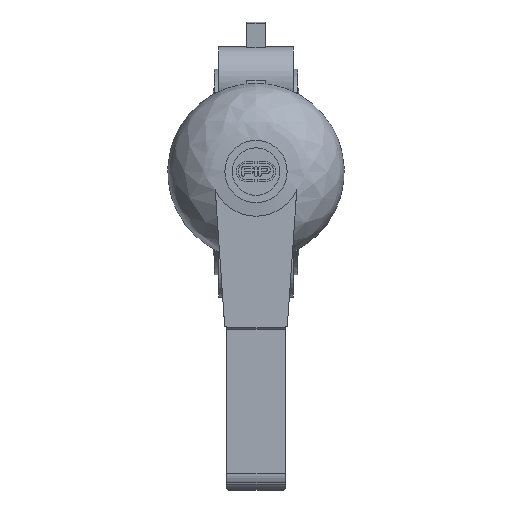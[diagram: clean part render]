
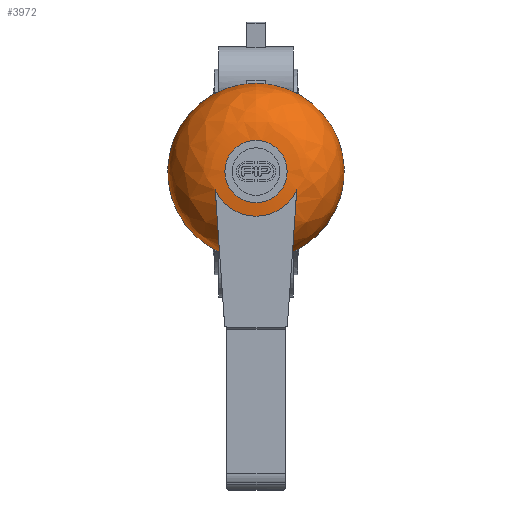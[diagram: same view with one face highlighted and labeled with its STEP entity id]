
A CAD part, top view. The second image highlights one B-rep face of the part: STEP entity #3972.
In plain terms, the highlighted free-form (B-spline) face has degree [2, 2] with [3, 9] control points.
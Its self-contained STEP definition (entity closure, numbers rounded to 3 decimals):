
#28=(
BOUNDED_CURVE()
B_SPLINE_CURVE(2,(#6731,#6732,#6733),.UNSPECIFIED.,.F.,.F.)
B_SPLINE_CURVE_WITH_KNOTS((3,3),(-1.571,0.),
 .UNSPECIFIED.)
CURVE()
GEOMETRIC_REPRESENTATION_ITEM()
RATIONAL_B_SPLINE_CURVE((1.,0.707,1.))
REPRESENTATION_ITEM($)
);
#29=(
BOUNDED_SURFACE()
B_SPLINE_SURFACE(2,2,((#6700,#6701,#6702,#6703,#6704,#6705,#6706,#6707,
#6708),(#6709,#6710,#6711,#6712,#6713,#6714,#6715,#6716,#6717),(#6718,#6719,
#6720,#6721,#6722,#6723,#6724,#6725,#6726)),.UNSPECIFIED.,.F.,.T.,.F.)
B_SPLINE_SURFACE_WITH_KNOTS((3,3),(3,2,2,2,3),(0.,1.571),
(-3.142,-1.571,0.,1.571,3.142),
 .UNSPECIFIED.)
GEOMETRIC_REPRESENTATION_ITEM()
RATIONAL_B_SPLINE_SURFACE(((1.,0.707,1.,0.707,1.,
0.707,1.,0.707,1.),(0.707,0.5,0.707,
0.5,0.707,0.5,0.707,0.5,0.707),(1.,
0.707,1.,0.707,1.,0.707,1.,0.707,
1.)))
REPRESENTATION_ITEM($)
SURFACE()
);
#934=B_SPLINE_CURVE_WITH_KNOTS($,3,(#6737,#6738,#6739,#6740,#6741,#6742,
#6743,#6744,#6745,#6746,#6747,#6748,#6749,#6750,#6751,#6752,#6753,#6754,
#6755,#6756),.UNSPECIFIED.,.F.,.F.,(4,2,2,2,2,2,2,2,2,4),(-10.381,
-9.917,-9.278,-8.64,-8.078,
-7.516,-7.025,-6.535,-6.065,
-5.596),.UNSPECIFIED.);
#935=B_SPLINE_CURVE_WITH_KNOTS($,3,(#6760,#6761,#6762,#6763,#6764,#6765,
#6766,#6767,#6768,#6769,#6770,#6771,#6772,#6773,#6774,#6775,#6776,#6777,
#6778,#6779),.UNSPECIFIED.,.F.,.F.,(4,2,2,2,2,2,2,2,2,4),(-16.789,
-16.32,-15.851,-15.361,-14.87,
-14.308,-13.745,-13.107,-12.469,
-12.004),.UNSPECIFIED.);
#1064=FACE_OUTER_BOUND($,#1282,.T.);
#1282=EDGE_LOOP($,(#3344,#3345,#3346,#3347,#3348,#3349,#3350,#3351,#3352));
#1515=CIRCLE($,#4337,17.14);
#1516=CIRCLE($,#4338,48.54);
#1517=CIRCLE($,#4339,24.562);
#1518=CIRCLE($,#4340,48.54);
#1519=CIRCLE($,#4341,17.14);
#1841=VERTEX_POINT($,#6727);
#1842=VERTEX_POINT($,#6728);
#1843=VERTEX_POINT($,#6730);
#1844=VERTEX_POINT($,#6734);
#1845=VERTEX_POINT($,#6736);
#1846=VERTEX_POINT($,#6757);
#1847=VERTEX_POINT($,#6759);
#2366=EDGE_CURVE($,#1841,#1842,#1515,.T.);
#2367=EDGE_CURVE($,#1842,#1843,#28,.T.);
#2368=EDGE_CURVE($,#1844,#1843,#1516,.T.);
#2369=EDGE_CURVE($,#1845,#1844,#934,.T.);
#2370=EDGE_CURVE($,#1846,#1845,#1517,.T.);
#2371=EDGE_CURVE($,#1847,#1846,#935,.T.);
#2372=EDGE_CURVE($,#1843,#1847,#1518,.T.);
#2373=EDGE_CURVE($,#1842,#1841,#1519,.T.);
#3344=ORIENTED_EDGE($,*,*,#2366,.T.);
#3345=ORIENTED_EDGE($,*,*,#2367,.T.);
#3346=ORIENTED_EDGE($,*,*,#2368,.F.);
#3347=ORIENTED_EDGE($,*,*,#2369,.F.);
#3348=ORIENTED_EDGE($,*,*,#2370,.F.);
#3349=ORIENTED_EDGE($,*,*,#2371,.F.);
#3350=ORIENTED_EDGE($,*,*,#2372,.F.);
#3351=ORIENTED_EDGE($,*,*,#2367,.F.);
#3352=ORIENTED_EDGE($,*,*,#2373,.T.);
#3972=ADVANCED_FACE($,(#1064),#29,.F.);
#4337=AXIS2_PLACEMENT_3D($,#6729,#5262,#5263);
#4338=AXIS2_PLACEMENT_3D($,#6735,#5264,#5265);
#4339=AXIS2_PLACEMENT_3D($,#6758,#5266,#5267);
#4340=AXIS2_PLACEMENT_3D($,#6780,#5268,#5269);
#4341=AXIS2_PLACEMENT_3D($,#6781,#5270,#5271);
#5262=DIRECTION('center_axis',(0.,0.,-1.));
#5263=DIRECTION('ref_axis',(-1.,0.,0.));
#5264=DIRECTION('center_axis',(0.,0.,-1.));
#5265=DIRECTION('ref_axis',(-1.,0.,0.));
#5266=DIRECTION('center_axis',(0.,0.,-1.));
#5267=DIRECTION('ref_axis',(-1.,0.,0.));
#5268=DIRECTION('center_axis',(0.,0.,-1.));
#5269=DIRECTION('ref_axis',(-1.,0.,0.));
#5270=DIRECTION('center_axis',(0.,0.,-1.));
#5271=DIRECTION('ref_axis',(-1.,0.,0.));
#6700=CARTESIAN_POINT('Ctrl Pts',(-48.54,0.,
13.98));
#6701=CARTESIAN_POINT('Ctrl Pts',(-48.54,-48.54,13.98));
#6702=CARTESIAN_POINT('Ctrl Pts',(0.,-48.54,
13.98));
#6703=CARTESIAN_POINT('Ctrl Pts',(48.54,-48.54,13.98));
#6704=CARTESIAN_POINT('Ctrl Pts',(48.54,0.,
13.98));
#6705=CARTESIAN_POINT('Ctrl Pts',(48.54,48.54,13.98));
#6706=CARTESIAN_POINT('Ctrl Pts',(0.,48.54,
13.98));
#6707=CARTESIAN_POINT('Ctrl Pts',(-48.54,48.54,13.98));
#6708=CARTESIAN_POINT('Ctrl Pts',(-48.54,0.,
13.98));
#6709=CARTESIAN_POINT('Ctrl Pts',(-48.54,0.,
45.38));
#6710=CARTESIAN_POINT('Ctrl Pts',(-48.54,-48.54,45.38));
#6711=CARTESIAN_POINT('Ctrl Pts',(0.,-48.54,
45.38));
#6712=CARTESIAN_POINT('Ctrl Pts',(48.54,-48.54,45.38));
#6713=CARTESIAN_POINT('Ctrl Pts',(48.54,0.,
45.38));
#6714=CARTESIAN_POINT('Ctrl Pts',(48.54,48.54,45.38));
#6715=CARTESIAN_POINT('Ctrl Pts',(0.,48.54,
45.38));
#6716=CARTESIAN_POINT('Ctrl Pts',(-48.54,48.54,45.38));
#6717=CARTESIAN_POINT('Ctrl Pts',(-48.54,0.,
45.38));
#6718=CARTESIAN_POINT('Ctrl Pts',(-17.14,0.,
45.38));
#6719=CARTESIAN_POINT('Ctrl Pts',(-17.14,-17.14,45.38));
#6720=CARTESIAN_POINT('Ctrl Pts',(0.,-17.14,
45.38));
#6721=CARTESIAN_POINT('Ctrl Pts',(17.14,-17.14,45.38));
#6722=CARTESIAN_POINT('Ctrl Pts',(17.14,0.,
45.38));
#6723=CARTESIAN_POINT('Ctrl Pts',(17.14,17.14,45.38));
#6724=CARTESIAN_POINT('Ctrl Pts',(0.,17.14,
45.38));
#6725=CARTESIAN_POINT('Ctrl Pts',(-17.14,17.14,45.38));
#6726=CARTESIAN_POINT('Ctrl Pts',(-17.14,0.,
45.38));
#6727=CARTESIAN_POINT('',(17.14,0.,45.38));
#6728=CARTESIAN_POINT('',(-17.14,0.,45.38));
#6729=CARTESIAN_POINT('Origin',(0.,0.,45.38));
#6730=CARTESIAN_POINT('',(-48.54,0.,13.98));
#6731=CARTESIAN_POINT('Ctrl Pts',(-17.14,0.,
45.38));
#6732=CARTESIAN_POINT('Ctrl Pts',(-48.54,0.,
45.38));
#6733=CARTESIAN_POINT('Ctrl Pts',(-48.54,0.,
13.98));
#6734=CARTESIAN_POINT('',(44.209,-20.041,13.98));
#6735=CARTESIAN_POINT('Origin',(0.,0.,13.98));
#6736=CARTESIAN_POINT('',(10.058,-22.408,44.49));
#6737=CARTESIAN_POINT('Ctrl Pts',(10.058,-22.408,44.49));
#6738=CARTESIAN_POINT('Ctrl Pts',(11.719,-22.293,44.35));
#6739=CARTESIAN_POINT('Ctrl Pts',(13.389,-22.177,44.156));
#6740=CARTESIAN_POINT('Ctrl Pts',(17.313,-21.905,43.521));
#6741=CARTESIAN_POINT('Ctrl Pts',(19.552,-21.75,43.013));
#6742=CARTESIAN_POINT('Ctrl Pts',(23.831,-21.453,41.672));
#6743=CARTESIAN_POINT('Ctrl Pts',(25.871,-21.312,40.839));
#6744=CARTESIAN_POINT('Ctrl Pts',(29.419,-21.066,39.004));
#6745=CARTESIAN_POINT('Ctrl Pts',(31.164,-20.945,37.921));
#6746=CARTESIAN_POINT('Ctrl Pts',(34.398,-20.721,35.426));
#6747=CARTESIAN_POINT('Ctrl Pts',(35.886,-20.618,34.013));
#6748=CARTESIAN_POINT('Ctrl Pts',(38.195,-20.458,31.375));
#6749=CARTESIAN_POINT('Ctrl Pts',(39.265,-20.384,29.936));
#6750=CARTESIAN_POINT('Ctrl Pts',(41.102,-20.257,26.878));
#6751=CARTESIAN_POINT('Ctrl Pts',(41.87,-20.203,25.258));
#6752=CARTESIAN_POINT('Ctrl Pts',(42.99,-20.126,22.263));
#6753=CARTESIAN_POINT('Ctrl Pts',(43.458,-20.093,20.613));
#6754=CARTESIAN_POINT('Ctrl Pts',(44.068,-20.051,17.253));
#6755=CARTESIAN_POINT('Ctrl Pts',(44.209,-20.041,15.543));
#6756=CARTESIAN_POINT('Ctrl Pts',(44.209,-20.041,13.98));
#6757=CARTESIAN_POINT('',(10.058,22.408,44.49));
#6758=CARTESIAN_POINT('Origin',(0.,0.,44.49));
#6759=CARTESIAN_POINT('',(44.209,20.041,13.98));
#6760=CARTESIAN_POINT('Ctrl Pts',(44.209,20.041,13.98));
#6761=CARTESIAN_POINT('Ctrl Pts',(44.209,20.041,15.543));
#6762=CARTESIAN_POINT('Ctrl Pts',(44.068,20.051,17.253));
#6763=CARTESIAN_POINT('Ctrl Pts',(43.458,20.093,20.613));
#6764=CARTESIAN_POINT('Ctrl Pts',(42.99,20.126,22.263));
#6765=CARTESIAN_POINT('Ctrl Pts',(41.87,20.203,25.258));
#6766=CARTESIAN_POINT('Ctrl Pts',(41.102,20.257,26.878));
#6767=CARTESIAN_POINT('Ctrl Pts',(39.265,20.384,29.936));
#6768=CARTESIAN_POINT('Ctrl Pts',(38.195,20.458,31.375));
#6769=CARTESIAN_POINT('Ctrl Pts',(35.886,20.618,34.013));
#6770=CARTESIAN_POINT('Ctrl Pts',(34.398,20.721,35.426));
#6771=CARTESIAN_POINT('Ctrl Pts',(31.164,20.945,37.921));
#6772=CARTESIAN_POINT('Ctrl Pts',(29.419,21.066,39.004));
#6773=CARTESIAN_POINT('Ctrl Pts',(25.871,21.312,40.839));
#6774=CARTESIAN_POINT('Ctrl Pts',(23.831,21.453,41.672));
#6775=CARTESIAN_POINT('Ctrl Pts',(19.552,21.75,43.013));
#6776=CARTESIAN_POINT('Ctrl Pts',(17.313,21.905,43.521));
#6777=CARTESIAN_POINT('Ctrl Pts',(13.389,22.177,44.156));
#6778=CARTESIAN_POINT('Ctrl Pts',(11.719,22.293,44.35));
#6779=CARTESIAN_POINT('Ctrl Pts',(10.058,22.408,44.49));
#6780=CARTESIAN_POINT('Origin',(0.,0.,13.98));
#6781=CARTESIAN_POINT('Origin',(0.,0.,45.38));
